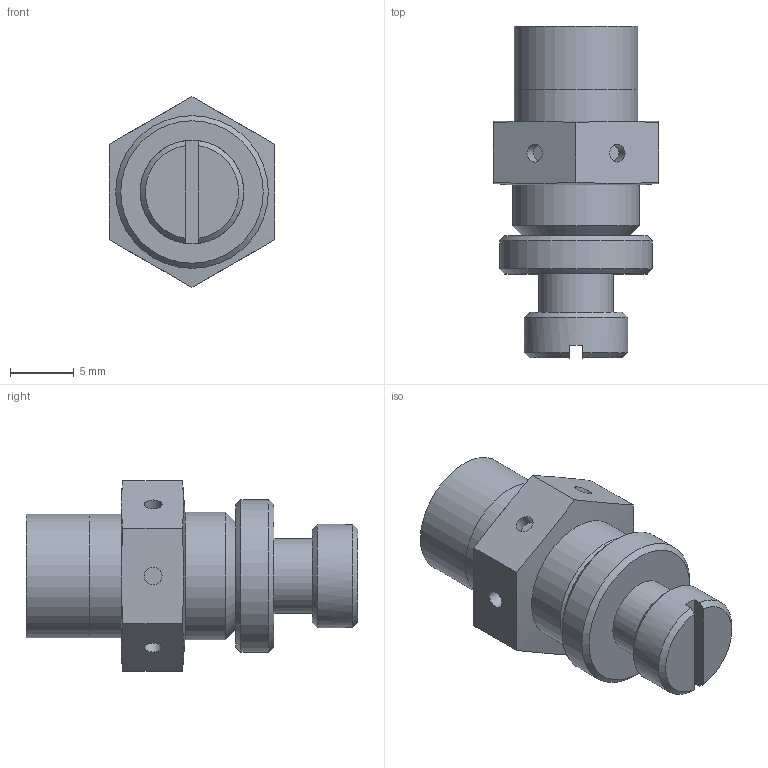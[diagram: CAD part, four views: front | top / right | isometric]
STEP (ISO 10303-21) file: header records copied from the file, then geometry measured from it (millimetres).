
FILE_DESCRIPTION(/* description */ ('Unknown'),/* implementation_level */ '2;1');
FILE_NAME(/* name */ '6.03.18',/* time_stamp */ '2019-01-21T11:25:10-05:00',/* author */ ('Unknown'),/* organization */ ('Unknown'),/* preprocessor_version */ 'ST-DEVELOPER v16.7',/* originating_system */ 'DEX',/* authorisation */ $);
FILE_SCHEMA (('AUTOMOTIVE_DESIGN {1 0 10303 214 3 1 1}'));
Length unit declared in the file: millimetre
Products named in the file (1): 6.03.18
Bounding box: 13 x 26.1 x 15.01 mm (x, y, z)
Volume: 2108.8 mm3; surface area: 1353.1 mm2
Topology: 1 solids, 1 shells, 49 faces, 99 edges, 63 vertices
Faces by surface type: plane 23, cone 13, cylinder 13
Full cylindrical faces by diameter (mm): 1.4 x6, 3.6 x1, 5.9 x1, 8.15 x1, 9.728 x2, 10 x1, 12 x1
Entity records: 1535 total; most frequent: CARTESIAN_POINT 250, DIRECTION 194, ORIENTED_EDGE 152, AXIS2_PLACEMENT_3D 90, EDGE_LOOP 78, FACE_BOUND 78, EDGE_CURVE 76, VERTEX_POINT 58
